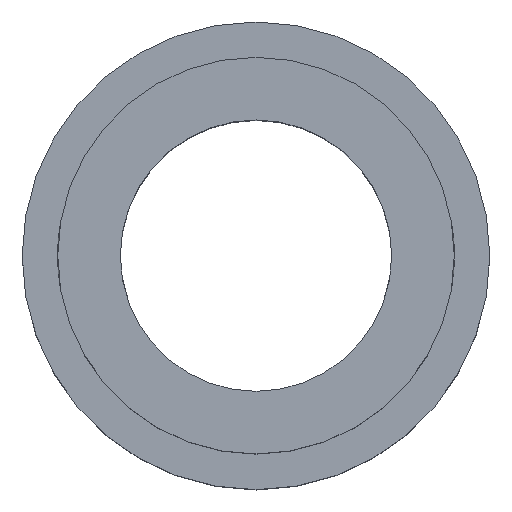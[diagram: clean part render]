
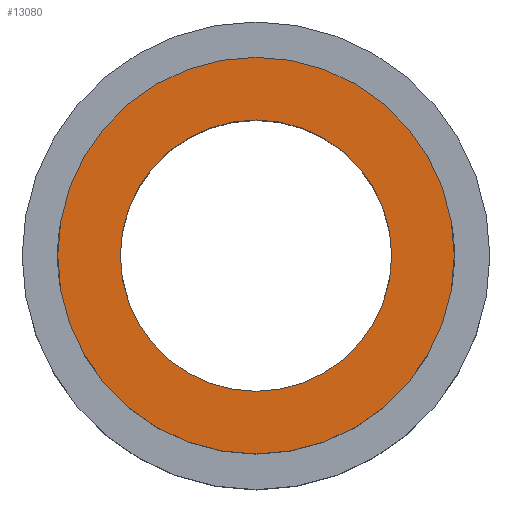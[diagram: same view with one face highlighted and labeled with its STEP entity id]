
A CAD part, top view. The second image highlights one B-rep face of the part: STEP entity #13080.
In plain terms, the highlighted planar face has unit normal (0, 0, 1).
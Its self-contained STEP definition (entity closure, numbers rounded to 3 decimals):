
#78 = CYLINDRICAL_SURFACE('',#79,8.55);
#79 = AXIS2_PLACEMENT_3D('',#80,#81,#82);
#80 = CARTESIAN_POINT('',(0.,0.,45.862));
#81 = DIRECTION('',(0.,0.,1.));
#82 = DIRECTION('',(1.,0.,0.));
#148 = EDGE_CURVE('',#149,#149,#151,.T.);
#149 = VERTEX_POINT('',#150);
#150 = CARTESIAN_POINT('',(8.55,0.,12.5));
#151 = SURFACE_CURVE('',#152,(#157,#164),.PCURVE_S1.);
#152 = CIRCLE('',#153,8.55);
#153 = AXIS2_PLACEMENT_3D('',#154,#155,#156);
#154 = CARTESIAN_POINT('',(0.,0.,12.5));
#155 = DIRECTION('',(0.,0.,1.));
#156 = DIRECTION('',(1.,0.,0.));
#157 = PCURVE('',#78,#158);
#158 = DEFINITIONAL_REPRESENTATION('',(#159),#163);
#159 = LINE('',#160,#161);
#160 = CARTESIAN_POINT('',(0.,-33.362));
#161 = VECTOR('',#162,1.);
#162 = DIRECTION('',(1.,0.));
#163 = ( GEOMETRIC_REPRESENTATION_CONTEXT(2) 
PARAMETRIC_REPRESENTATION_CONTEXT() REPRESENTATION_CONTEXT('2D SPACE',''
  ) );
#164 = PCURVE('',#165,#170);
#165 = PLANE('',#166);
#166 = AXIS2_PLACEMENT_3D('',#167,#168,#169);
#167 = CARTESIAN_POINT('',(0.,0.,12.5)
  );
#168 = DIRECTION('',(0.,0.,1.));
#169 = DIRECTION('',(1.,0.,0.));
#170 = DEFINITIONAL_REPRESENTATION('',(#171),#175);
#171 = CIRCLE('',#172,8.55);
#172 = AXIS2_PLACEMENT_2D('',#173,#174);
#173 = CARTESIAN_POINT('',(0.,0.));
#174 = DIRECTION('',(1.,0.));
#175 = ( GEOMETRIC_REPRESENTATION_CONTEXT(2) 
PARAMETRIC_REPRESENTATION_CONTEXT() REPRESENTATION_CONTEXT('2D SPACE',''
  ) );
#13080 = ADVANCED_FACE('',(#13081,#13112),#165,.T.);
#13081 = FACE_BOUND('',#13082,.T.);
#13082 = EDGE_LOOP('',(#13083));
#13083 = ORIENTED_EDGE('',*,*,#13084,.T.);
#13084 = EDGE_CURVE('',#13085,#13085,#13087,.T.);
#13085 = VERTEX_POINT('',#13086);
#13086 = CARTESIAN_POINT('',(12.5,0.,12.5));
#13087 = SURFACE_CURVE('',#13088,(#13093,#13100),.PCURVE_S1.);
#13088 = CIRCLE('',#13089,12.5);
#13089 = AXIS2_PLACEMENT_3D('',#13090,#13091,#13092);
#13090 = CARTESIAN_POINT('',(0.,0.,12.5));
#13091 = DIRECTION('',(0.,0.,1.));
#13092 = DIRECTION('',(1.,0.,0.));
#13093 = PCURVE('',#165,#13094);
#13094 = DEFINITIONAL_REPRESENTATION('',(#13095),#13099);
#13095 = CIRCLE('',#13096,12.5);
#13096 = AXIS2_PLACEMENT_2D('',#13097,#13098);
#13097 = CARTESIAN_POINT('',(0.,0.));
#13098 = DIRECTION('',(1.,0.));
#13099 = ( GEOMETRIC_REPRESENTATION_CONTEXT(2) 
PARAMETRIC_REPRESENTATION_CONTEXT() REPRESENTATION_CONTEXT('2D SPACE',''
  ) );
#13100 = PCURVE('',#13101,#13106);
#13101 = CYLINDRICAL_SURFACE('',#13102,12.5);
#13102 = AXIS2_PLACEMENT_3D('',#13103,#13104,#13105);
#13103 = CARTESIAN_POINT('',(0.,0.,5.5));
#13104 = DIRECTION('',(-0.,-0.,-1.));
#13105 = DIRECTION('',(1.,0.,0.));
#13106 = DEFINITIONAL_REPRESENTATION('',(#13107),#13111);
#13107 = LINE('',#13108,#13109);
#13108 = CARTESIAN_POINT('',(-0.,-7.));
#13109 = VECTOR('',#13110,1.);
#13110 = DIRECTION('',(-1.,0.));
#13111 = ( GEOMETRIC_REPRESENTATION_CONTEXT(2) 
PARAMETRIC_REPRESENTATION_CONTEXT() REPRESENTATION_CONTEXT('2D SPACE',''
  ) );
#13112 = FACE_BOUND('',#13113,.T.);
#13113 = EDGE_LOOP('',(#13114));
#13114 = ORIENTED_EDGE('',*,*,#148,.F.);
